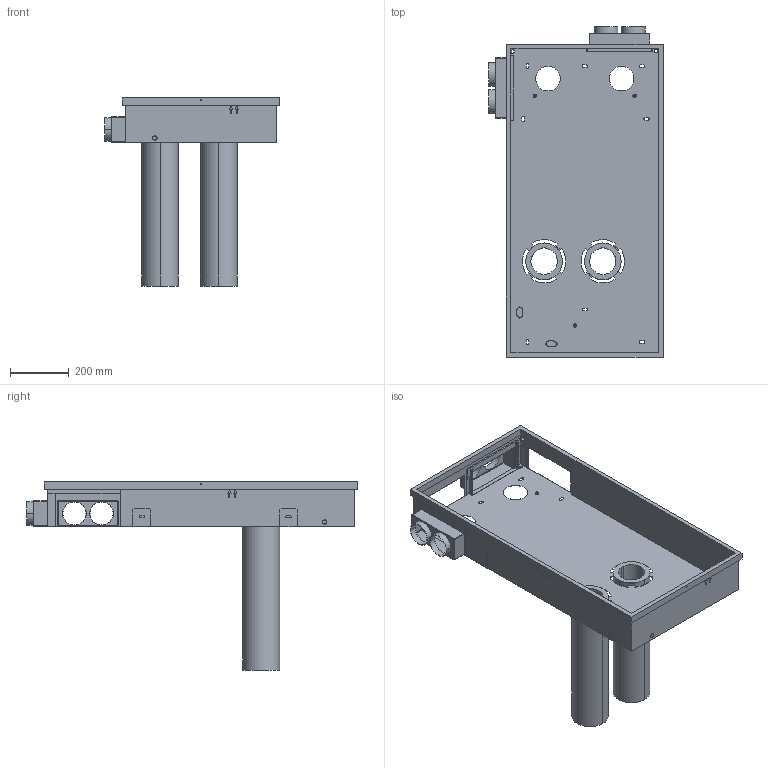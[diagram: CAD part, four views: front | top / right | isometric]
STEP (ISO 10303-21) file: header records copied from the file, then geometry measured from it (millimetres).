
FILE_DESCRIPTION(('Creo Elements/Direct Modeling STEP Export'),'2;1');
FILE_NAME('WS-75-RSUP Rohbaumontage-Set-Unterputz.stp','2020-02-18T18:29:08',(''),(''),'PTC Creo Elements/Direct Modeling STEP processor for AP214 (Solid Model)','PTC Creo Elements/Direct Modeling 19.0C 15-Aug-2015 (C) Parametric Technology GmbH','');
FILE_SCHEMA(('AUTOMOTIVE_DESIGN { 1 0 10303 214 1 1 1 1 }'));
Length unit declared in the file: millimetre
Products named in the file (6): 2-Adapter_a; 2-Adapter_b; 1-Einbauwanne-Unterputz; 3-EPP-Wanddurchführung-d125_b; 3-EPP-Wanddurchführung-d125_a; WS-75-RSUP_Rohbaumontage-Set-Unterputz
Assembly tree (5 placements, depth 2):
  WS-75-RSUP_Rohbaumontage-Set-Unterputz
    3-EPP-Wanddurchführung-d125_a
    3-EPP-Wanddurchführung-d125_b
    1-Einbauwanne-Unterputz
    2-Adapter_b
    2-Adapter_a
Bounding box: 593.8 x 1125.8 x 641 mm (x, y, z)
Volume: 9581775.9 mm3; surface area: 2826909 mm2
Topology: 5 solids, 5 shells, 594 faces, 1621 edges, 1048 vertices
Faces by surface type: plane 350, cylinder 186, cone 36, sphere 12, torus 10
Entity records: 21525 total; most frequent: CARTESIAN_POINT 5460, ORIENTED_EDGE 3218, DIRECTION 2911, EDGE_CURVE 1609, VECTOR 1085, LINE 1085, VERTEX_POINT 1048, AXIS2_PLACEMENT_3D 913
